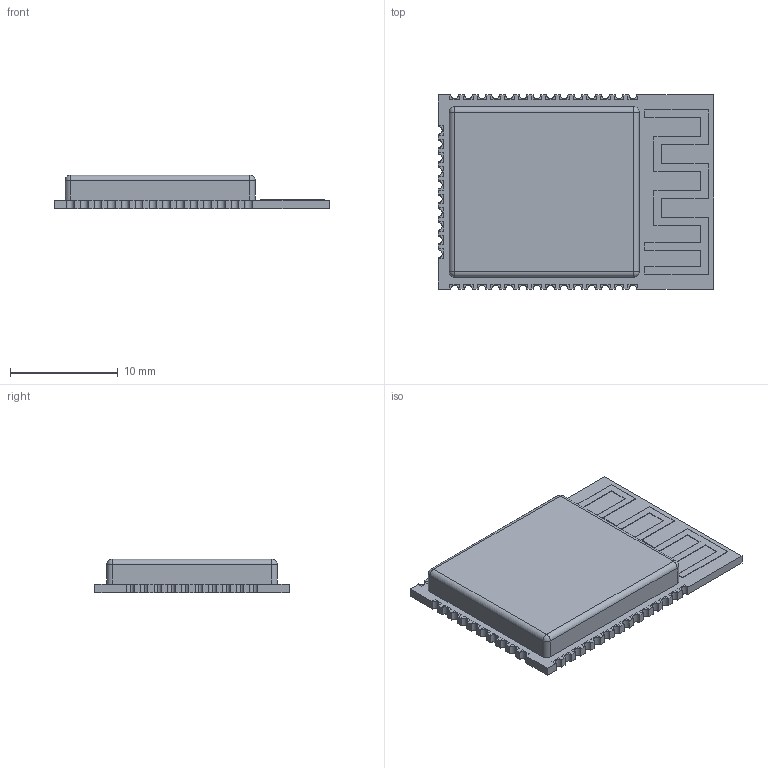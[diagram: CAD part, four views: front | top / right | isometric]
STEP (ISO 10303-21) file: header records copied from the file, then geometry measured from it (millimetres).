
FILE_DESCRIPTION (( 'STEP AP214' ), '1' );
FILE_NAME ('ESP32-SMD_38P-L25.5-W18.0-P1.27_3D.STEP', '2024-01-07T07:55:00', ( 'Windows User' ), ( 'P R C' ), 'SwSTEP 2.0', 'SolidWorks 2020', '' );
FILE_SCHEMA (( 'AUTOMOTIVE_DESIGN' ));
Length unit declared in the file: millimetre
Products named in the file (1): ESP32-SMD_38P-L25.5-W18.0-P1.27_3D
Bounding box: 25.5 x 18 x 3.1 mm (x, y, z)
Volume: 998.6 mm3; surface area: 1127.4 mm2
Topology: 1 solids, 1 shells, 215 faces, 778 edges, 564 vertices
Faces by surface type: plane 155, cylinder 56, sphere 4
Entity records: 10791 total; most frequent: CARTESIAN_POINT 1554, ORIENTED_EDGE 1548, DIRECTION 1318, EDGE_CURVE 774, LINE 662, VECTOR 662, VERTEX_POINT 564, AXIS2_PLACEMENT_3D 328
